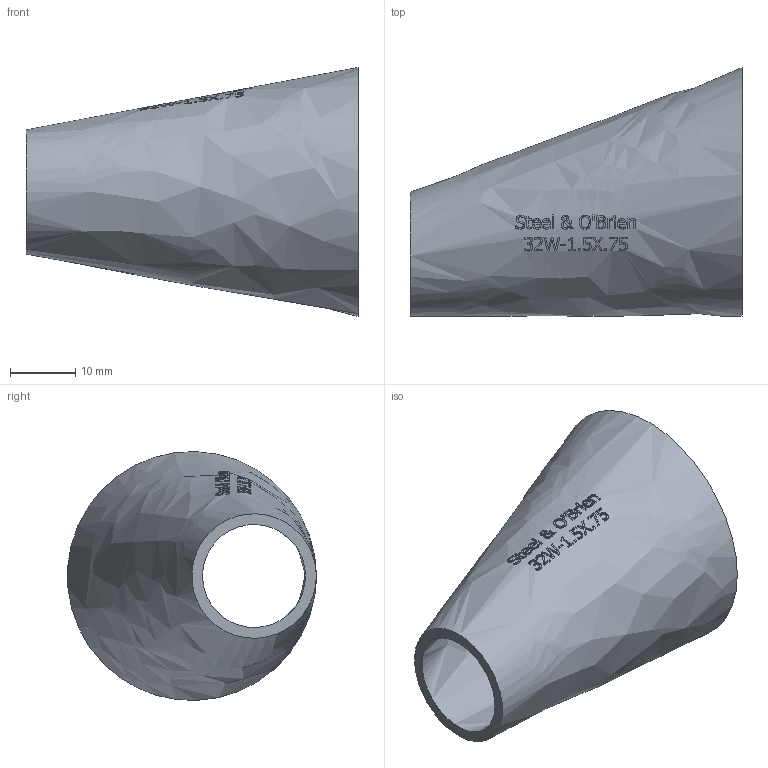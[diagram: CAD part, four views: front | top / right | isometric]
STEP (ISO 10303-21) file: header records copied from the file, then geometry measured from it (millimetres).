
FILE_DESCRIPTION(/* description */ (''),/* implementation_level */ '2;1');
FILE_NAME(/* name */ '32W-1.5X.75.stp',/* time_stamp */ '2019-07-31T13:26:47-04:00',/* author */ ('rick'),/* organization */ (''),/* preprocessor_version */ 'ST-DEVELOPER v15.2',/* originating_system */ 'Autodesk Inventor 2014',/* authorisation */ '');
FILE_SCHEMA (('AUTOMOTIVE_DESIGN { 1 0 10303 214 3 1 1 }'));
Length unit declared in the file: inch
Products named in the file (1): 32W-1.5X.75
Bounding box: 50.8 x 38.04 x 38.07 mm (x, y, z)
Volume: 7090.9 mm3; surface area: 9118 mm2
Topology: 1 solids, 1 shells, 384 faces, 1072 edges, 716 vertices
Faces by surface type: bspline 220, plane 164
Entity records: 15819 total; most frequent: CARTESIAN_POINT 7723, ORIENTED_EDGE 2144, EDGE_CURVE 1072, DIRECTION 886, VERTEX_POINT 716, B_SPLINE_CURVE_WITH_KNOTS 556, EDGE_LOOP 412, ADVANCED_FACE 384
